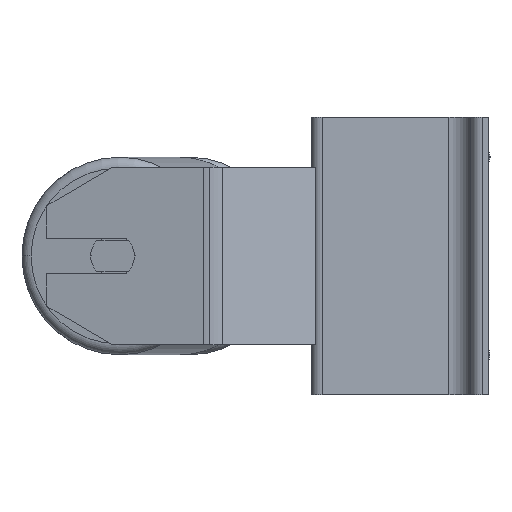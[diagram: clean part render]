
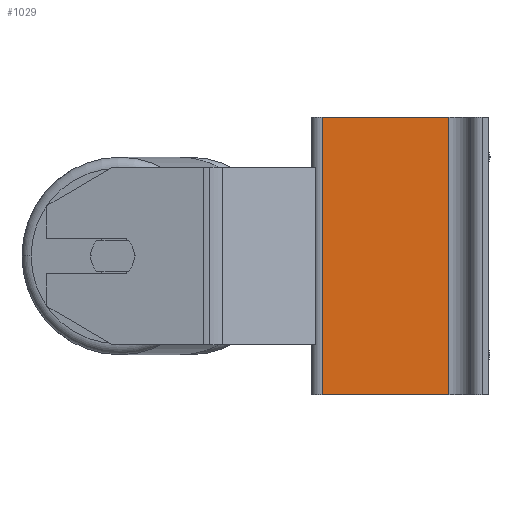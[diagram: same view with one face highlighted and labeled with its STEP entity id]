
A CAD part, left-side view. The second image highlights one B-rep face of the part: STEP entity #1029.
In plain terms, the highlighted planar face has unit normal (-1, 0, 0).
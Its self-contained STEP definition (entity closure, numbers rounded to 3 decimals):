
#28 = ORIENTED_EDGE ( 'NONE', *, *, #1548, .T. ) ;
#433 = DIRECTION ( 'NONE',  ( 0., -1., 0. ) ) ;
#583 = LINE ( 'NONE', #7786, #2472 ) ;
#1029 = ADVANCED_FACE ( 'NONE', ( #2884 ), #8392, .F. ) ;
#1041 = CARTESIAN_POINT ( 'NONE',  ( -278., 23., 62.5 ) ) ;
#1352 = DIRECTION ( 'NONE',  ( 0., 1., 0. ) ) ;
#1548 = EDGE_CURVE ( 'NONE', #8847, #4098, #583, .T. ) ;
#1745 = EDGE_LOOP ( 'NONE', ( #28, #5180, #8374, #6740 ) ) ;
#2472 = VECTOR ( 'NONE', #433, 1000. ) ;
#2611 = CARTESIAN_POINT ( 'NONE',  ( -278., 23., 62.5 ) ) ;
#2884 = FACE_OUTER_BOUND ( 'NONE', #1745, .T. ) ;
#3178 = VERTEX_POINT ( 'NONE', #10026 ) ;
#3269 = EDGE_CURVE ( 'NONE', #6013, #3178, #9971, .T. ) ;
#3321 = AXIS2_PLACEMENT_3D ( 'NONE', #1041, #7105, #1352 ) ;
#3368 = DIRECTION ( 'NONE',  ( 0., -1., 0. ) ) ;
#3397 = VECTOR ( 'NONE', #3368, 1000. ) ;
#4098 = VERTEX_POINT ( 'NONE', #8166 ) ;
#4355 = LINE ( 'NONE', #10629, #6897 ) ;
#5180 = ORIENTED_EDGE ( 'NONE', *, *, #5976, .F. ) ;
#5214 = VECTOR ( 'NONE', #9131, 1000. ) ;
#5976 = EDGE_CURVE ( 'NONE', #3178, #4098, #4355, .T. ) ;
#6013 = VERTEX_POINT ( 'NONE', #7631 ) ;
#6740 = ORIENTED_EDGE ( 'NONE', *, *, #8064, .T. ) ;
#6897 = VECTOR ( 'NONE', #10072, 1000. ) ;
#7105 = DIRECTION ( 'NONE',  ( 1., 0., 0. ) ) ;
#7631 = CARTESIAN_POINT ( 'NONE',  ( -278., 23., 62.5 ) ) ;
#7786 = CARTESIAN_POINT ( 'NONE',  ( -278., 23., -62.5 ) ) ;
#8064 = EDGE_CURVE ( 'NONE', #6013, #8847, #9946, .T. ) ;
#8166 = CARTESIAN_POINT ( 'NONE',  ( -278., -34., -62.5 ) ) ;
#8295 = CARTESIAN_POINT ( 'NONE',  ( -278., 23., -62.5 ) ) ;
#8374 = ORIENTED_EDGE ( 'NONE', *, *, #3269, .F. ) ;
#8392 = PLANE ( 'NONE',  #3321 ) ;
#8414 = CARTESIAN_POINT ( 'NONE',  ( -278., 23., 62.5 ) ) ;
#8847 = VERTEX_POINT ( 'NONE', #8295 ) ;
#9131 = DIRECTION ( 'NONE',  ( 0., 0., -1. ) ) ;
#9946 = LINE ( 'NONE', #8414, #5214 ) ;
#9971 = LINE ( 'NONE', #2611, #3397 ) ;
#10026 = CARTESIAN_POINT ( 'NONE',  ( -278., -34., 62.5 ) ) ;
#10072 = DIRECTION ( 'NONE',  ( 0., 0., -1. ) ) ;
#10629 = CARTESIAN_POINT ( 'NONE',  ( -278., -34., 62.5 ) ) ;
